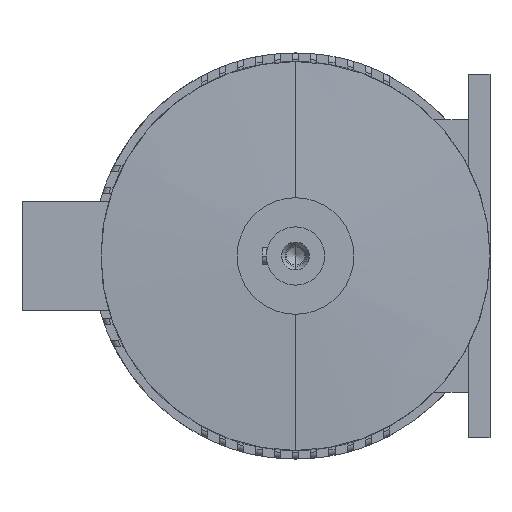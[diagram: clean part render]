
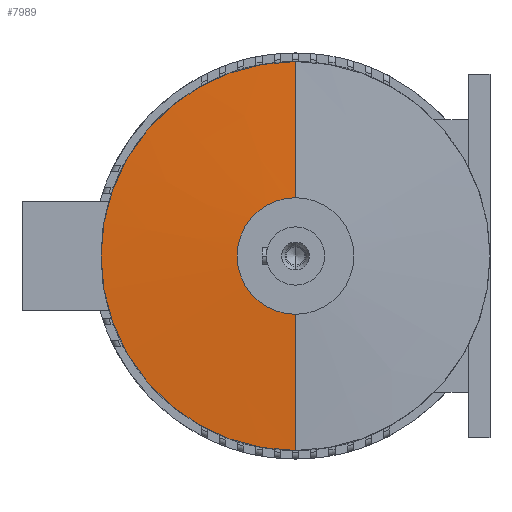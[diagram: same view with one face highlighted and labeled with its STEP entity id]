
A CAD part, left-side view. The second image highlights one B-rep face of the part: STEP entity #7989.
In plain terms, the highlighted conical face has half-angle 87.087 degrees and reference radius 160 mm.
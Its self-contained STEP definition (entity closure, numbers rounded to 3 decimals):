
#915 = CARTESIAN_POINT ( 'NONE',  ( 152.3, 0., -160. ) ) ;
#917 = CARTESIAN_POINT ( 'NONE',  ( 152.3, 0., 160. ) ) ;
#936 = CARTESIAN_POINT ( 'NONE',  ( 146.6, 0., -48. ) ) ;
#942 = CARTESIAN_POINT ( 'NONE',  ( 146.6, 0., 48. ) ) ;
#1420 = VERTEX_POINT ( 'NONE', #942 ) ;
#1424 = VERTEX_POINT ( 'NONE', #936 ) ;
#1443 = VERTEX_POINT ( 'NONE', #917 ) ;
#1445 = VERTEX_POINT ( 'NONE', #915 ) ;
#1618 = ORIENTED_EDGE ( 'NONE', *, *, #3019, .F. ) ;
#1619 = ORIENTED_EDGE ( 'NONE', *, *, #3030, .T. ) ;
#1620 = ORIENTED_EDGE ( 'NONE', *, *, #3023, .T. ) ;
#1621 = ORIENTED_EDGE ( 'NONE', *, *, #3026, .F. ) ;
#2552 = VECTOR ( 'NONE', #4031, 1000. ) ;
#2555 = CIRCLE ( 'NONE', #5319, 48. ) ;
#2561 = CIRCLE ( 'NONE', #5334, 160. ) ;
#2564 = LINE ( 'NONE', #4044, #2565 ) ;
#2565 = VECTOR ( 'NONE', #4042, 1000. ) ;
#2569 = LINE ( 'NONE', #4041, #2552 ) ;
#3019 = EDGE_CURVE ( 'NONE', #1420, #1424, #2555, .T. ) ;
#3023 = EDGE_CURVE ( 'NONE', #1443, #1445, #2561, .T. ) ;
#3026 = EDGE_CURVE ( 'NONE', #1424, #1445, #2564, .T. ) ;
#3030 = EDGE_CURVE ( 'NONE', #1420, #1443, #2569, .T. ) ;
#4031 = DIRECTION ( 'NONE',  ( 0.051, 0., 0.999 ) ) ;
#4041 = CARTESIAN_POINT ( 'NONE',  ( 152.3, 0., 160. ) ) ;
#4042 = DIRECTION ( 'NONE',  ( 0.051, 0., -0.999 ) ) ;
#4044 = CARTESIAN_POINT ( 'NONE',  ( 152.3, 0., -160. ) ) ;
#4050 = DIRECTION ( 'NONE',  ( 0., 0., 1. ) ) ;
#4051 = DIRECTION ( 'NONE',  ( -1., 0., 0. ) ) ;
#4052 = CARTESIAN_POINT ( 'NONE',  ( 152.3, 0., 0. ) ) ;
#4062 = DIRECTION ( 'NONE',  ( 0., 0., 1. ) ) ;
#4063 = DIRECTION ( 'NONE',  ( -1., 0., 0. ) ) ;
#4080 = CARTESIAN_POINT ( 'NONE',  ( 146.6, 0., 0. ) ) ;
#5120 = FACE_OUTER_BOUND ( 'NONE', #7301, .T. ) ;
#5126 = CONICAL_SURFACE ( 'NONE', #5696, 160., 1.52 ) ;
#5319 = AXIS2_PLACEMENT_3D ( 'NONE', #4080, #4063, #4062 ) ;
#5334 = AXIS2_PLACEMENT_3D ( 'NONE', #4052, #4051, #4050 ) ;
#5696 = AXIS2_PLACEMENT_3D ( 'NONE', #8910, #8911, #8913 ) ;
#7301 = EDGE_LOOP ( 'NONE', ( #1618, #1619, #1620, #1621 ) ) ;
#7989 = ADVANCED_FACE ( 'NONE', ( #5120 ), #5126, .T. ) ;
#8910 = CARTESIAN_POINT ( 'NONE',  ( 152.3, 0., 0. ) ) ;
#8911 = DIRECTION ( 'NONE',  ( 1., 0., 0. ) ) ;
#8913 = DIRECTION ( 'NONE',  ( 0., 0., -1. ) ) ;
